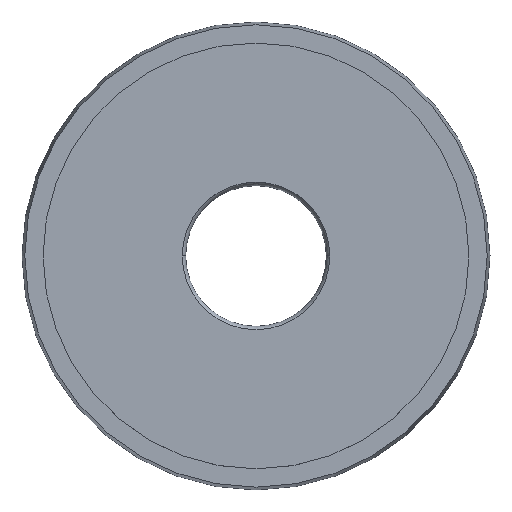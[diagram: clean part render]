
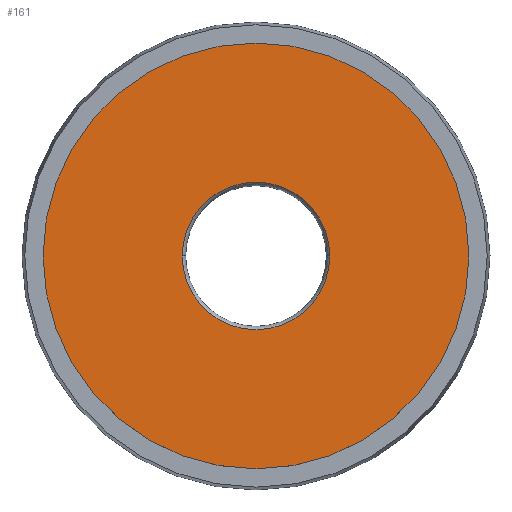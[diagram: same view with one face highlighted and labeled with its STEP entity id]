
A CAD part, top view. The second image highlights one B-rep face of the part: STEP entity #161.
In plain terms, the highlighted planar face has unit normal (0, 0, 1).
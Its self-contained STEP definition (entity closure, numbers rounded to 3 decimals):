
#5 = EDGE_LOOP ( 'NONE', ( #71, #338 ) ) ;
#9 = DIRECTION ( 'NONE',  ( 1., 0., 0. ) ) ;
#22 = EDGE_CURVE ( 'NONE', #454, #41, #638, .T. ) ;
#41 = VERTEX_POINT ( 'NONE', #585 ) ;
#44 = ORIENTED_EDGE ( 'NONE', *, *, #399, .F. ) ;
#47 = DIRECTION ( 'NONE',  ( 0., 0., 1. ) ) ;
#57 = AXIS2_PLACEMENT_3D ( 'NONE', #113, #209, #608 ) ;
#71 = ORIENTED_EDGE ( 'NONE', *, *, #466, .T. ) ;
#101 = DIRECTION ( 'NONE',  ( 1., 0., 0. ) ) ;
#113 = CARTESIAN_POINT ( 'NONE',  ( 0., 0., 0. ) ) ;
#117 = PLANE ( 'NONE',  #478 ) ;
#128 = CARTESIAN_POINT ( 'NONE',  ( -15.15, 0., 0. ) ) ;
#140 = FACE_BOUND ( 'NONE', #406, .T. ) ;
#161 = ADVANCED_FACE ( 'NONE', ( #140, #375 ), #117, .F. ) ;
#174 = DIRECTION ( 'NONE',  ( 1., 0., 0. ) ) ;
#176 = CARTESIAN_POINT ( 'NONE',  ( 0., 0., 0. ) ) ;
#209 = DIRECTION ( 'NONE',  ( 0., 0., 1. ) ) ;
#219 = DIRECTION ( 'NONE',  ( 0., 0., 1. ) ) ;
#247 = CARTESIAN_POINT ( 'NONE',  ( -5.25, 0., 0. ) ) ;
#271 = CIRCLE ( 'NONE', #468, 15.15 ) ;
#275 = DIRECTION ( 'NONE',  ( -1., 0., 0. ) ) ;
#288 = DIRECTION ( 'NONE',  ( 0., 0., 1. ) ) ;
#338 = ORIENTED_EDGE ( 'NONE', *, *, #22, .T. ) ;
#364 = DIRECTION ( 'NONE',  ( 0., 0., -1. ) ) ;
#375 = FACE_OUTER_BOUND ( 'NONE', #5, .T. ) ;
#379 = CIRCLE ( 'NONE', #476, 5.25 ) ;
#393 = CARTESIAN_POINT ( 'NONE',  ( 0., 0., 0. ) ) ;
#397 = VERTEX_POINT ( 'NONE', #541 ) ;
#399 = EDGE_CURVE ( 'NONE', #397, #609, #570, .T. ) ;
#406 = EDGE_LOOP ( 'NONE', ( #44, #616 ) ) ;
#434 = CARTESIAN_POINT ( 'NONE',  ( 0., 0., 0. ) ) ;
#454 = VERTEX_POINT ( 'NONE', #128 ) ;
#466 = EDGE_CURVE ( 'NONE', #41, #454, #271, .T. ) ;
#468 = AXIS2_PLACEMENT_3D ( 'NONE', #176, #219, #174 ) ;
#476 = AXIS2_PLACEMENT_3D ( 'NONE', #393, #47, #9 ) ;
#478 = AXIS2_PLACEMENT_3D ( 'NONE', #509, #364, #275 ) ;
#509 = CARTESIAN_POINT ( 'NONE',  ( 0., 0., 0. ) ) ;
#541 = CARTESIAN_POINT ( 'NONE',  ( 5.25, 0., 0. ) ) ;
#570 = CIRCLE ( 'NONE', #57, 5.25 ) ;
#585 = CARTESIAN_POINT ( 'NONE',  ( 15.15, 0., 0. ) ) ;
#606 = AXIS2_PLACEMENT_3D ( 'NONE', #434, #288, #101 ) ;
#608 = DIRECTION ( 'NONE',  ( 1., 0., 0. ) ) ;
#609 = VERTEX_POINT ( 'NONE', #247 ) ;
#612 = EDGE_CURVE ( 'NONE', #609, #397, #379, .T. ) ;
#616 = ORIENTED_EDGE ( 'NONE', *, *, #612, .F. ) ;
#638 = CIRCLE ( 'NONE', #606, 15.15 ) ;
